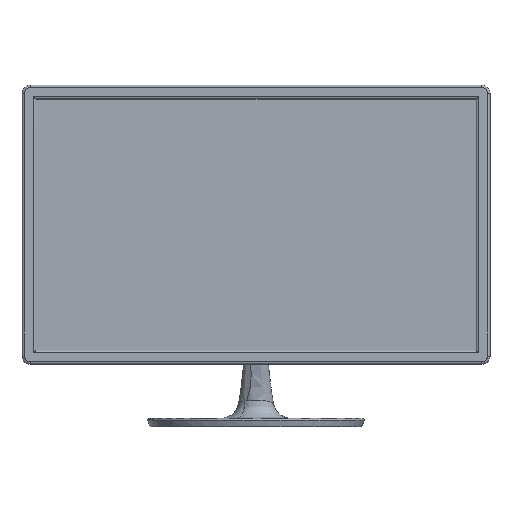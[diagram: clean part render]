
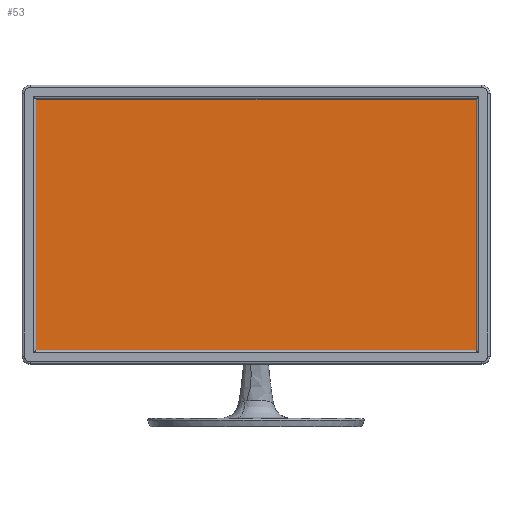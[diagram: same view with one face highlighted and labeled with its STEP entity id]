
A CAD part, top view. The second image highlights one B-rep face of the part: STEP entity #53.
In plain terms, the highlighted planar face has unit normal (0, 0, 1).
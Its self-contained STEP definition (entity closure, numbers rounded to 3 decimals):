
#2 = VECTOR ( 'NONE', #730, 1000. ) ;
#41 = PLANE ( 'NONE',  #390 ) ;
#48 = CARTESIAN_POINT ( 'NONE',  ( -268., 153., 6.5 ) ) ;
#53 = ADVANCED_FACE ( 'NONE', ( #602 ), #41, .T. ) ;
#144 = VERTEX_POINT ( 'NONE', #1038 ) ;
#240 = LINE ( 'NONE', #48, #1287 ) ;
#249 = LINE ( 'NONE', #2232, #1775 ) ;
#295 = EDGE_CURVE ( 'NONE', #489, #144, #240, .T. ) ;
#299 = DIRECTION ( 'NONE',  ( 0., 0., 1. ) ) ;
#370 = CARTESIAN_POINT ( 'NONE',  ( 268., 153., 6.5 ) ) ;
#390 = AXIS2_PLACEMENT_3D ( 'NONE', #2868, #299, #2887 ) ;
#431 = EDGE_CURVE ( 'NONE', #1646, #676, #249, .T. ) ;
#480 = LINE ( 'NONE', #1626, #2 ) ;
#489 = VERTEX_POINT ( 'NONE', #1889 ) ;
#602 = FACE_OUTER_BOUND ( 'NONE', #1346, .T. ) ;
#675 = CARTESIAN_POINT ( 'NONE',  ( 268., 153., 6.5 ) ) ;
#676 = VERTEX_POINT ( 'NONE', #675 ) ;
#730 = DIRECTION ( 'NONE',  ( 1., 0., 0. ) ) ;
#1038 = CARTESIAN_POINT ( 'NONE',  ( -268., -153., 6.5 ) ) ;
#1117 = EDGE_CURVE ( 'NONE', #144, #1646, #480, .T. ) ;
#1287 = VECTOR ( 'NONE', #3536, 1000. ) ;
#1346 = EDGE_LOOP ( 'NONE', ( #2160, #2977, #1981, #1940 ) ) ;
#1626 = CARTESIAN_POINT ( 'NONE',  ( -268., -153., 6.5 ) ) ;
#1646 = VERTEX_POINT ( 'NONE', #3298 ) ;
#1775 = VECTOR ( 'NONE', #2272, 1000. ) ;
#1889 = CARTESIAN_POINT ( 'NONE',  ( -268., 153., 6.5 ) ) ;
#1940 = ORIENTED_EDGE ( 'NONE', *, *, #295, .T. ) ;
#1981 = ORIENTED_EDGE ( 'NONE', *, *, #3489, .T. ) ;
#2073 = DIRECTION ( 'NONE',  ( -1., 0., 0. ) ) ;
#2160 = ORIENTED_EDGE ( 'NONE', *, *, #1117, .T. ) ;
#2232 = CARTESIAN_POINT ( 'NONE',  ( 268., -153., 6.5 ) ) ;
#2272 = DIRECTION ( 'NONE',  ( 0., 1., 0. ) ) ;
#2868 = CARTESIAN_POINT ( 'NONE',  ( 0., 0., 6.5 ) ) ;
#2887 = DIRECTION ( 'NONE',  ( 1., 0., 0. ) ) ;
#2977 = ORIENTED_EDGE ( 'NONE', *, *, #431, .T. ) ;
#3298 = CARTESIAN_POINT ( 'NONE',  ( 268., -153., 6.5 ) ) ;
#3375 = LINE ( 'NONE', #370, #3677 ) ;
#3489 = EDGE_CURVE ( 'NONE', #676, #489, #3375, .T. ) ;
#3536 = DIRECTION ( 'NONE',  ( 0., -1., 0. ) ) ;
#3677 = VECTOR ( 'NONE', #2073, 1000. ) ;
